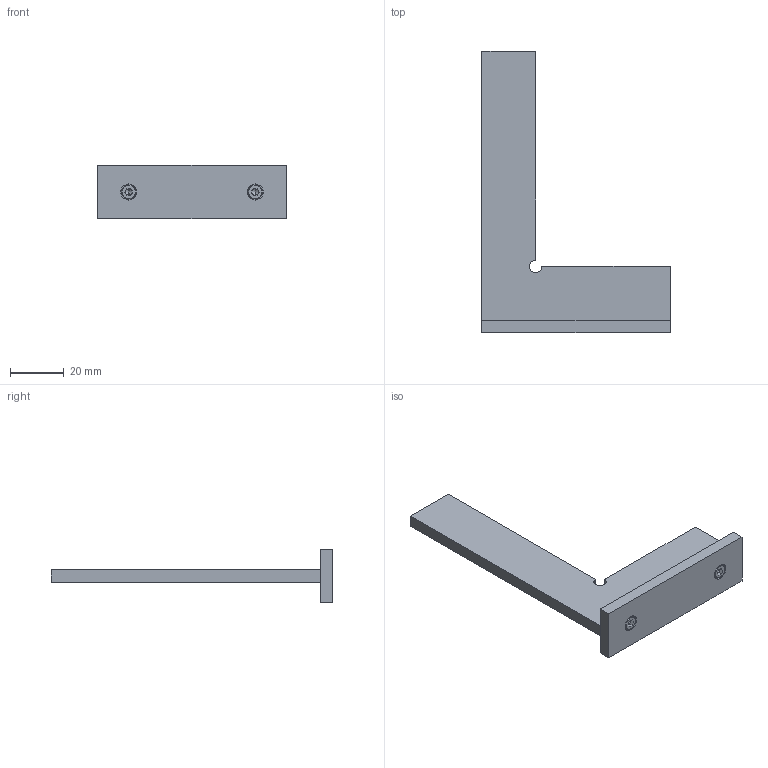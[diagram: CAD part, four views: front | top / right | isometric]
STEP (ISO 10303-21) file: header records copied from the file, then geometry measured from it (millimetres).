
FILE_DESCRIPTION (( 'STEP AP214' ), '1' );
FILE_NAME ('Gönye.STEP', '2023-11-16T15:27:16', ( '' ), ( '' ), 'SwSTEP 2.0', 'SolidWorks 2023', '' );
FILE_SCHEMA (( 'AUTOMOTIVE_DESIGN' ));
Length unit declared in the file: millimetre
Products named in the file (4): Gönye; socket head cap screw_am_B18.3.1M - 3 x 0.5 x 6 Hex SHCS -- 6NHX; ayna
Assembly tree (4 placements, depth 2):
  Gönye
    Gönye
    ayna
    socket head cap screw_am_B18.3.1M - 3 x 0.5 x 6 Hex SHCS -- 6NHX  x2
Bounding box: 70 x 104.6 x 20 mm (x, y, z)
Volume: 20122.7 mm3; surface area: 11792.3 mm2
Topology: 4 solids, 4 shells, 126 faces, 300 edges, 186 vertices
Faces by surface type: plane 52, cylinder 50, cone 12, bspline 8, torus 4
Entity records: 5287 total; most frequent: CARTESIAN_POINT 3049, ORIENTED_EDGE 480, DIRECTION 406, EDGE_CURVE 240, VERTEX_POINT 153, AXIS2_PLACEMENT_3D 146, VECTOR 114, LINE 114
